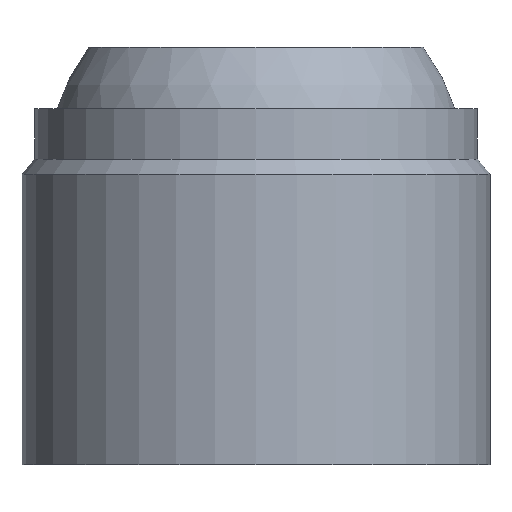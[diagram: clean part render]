
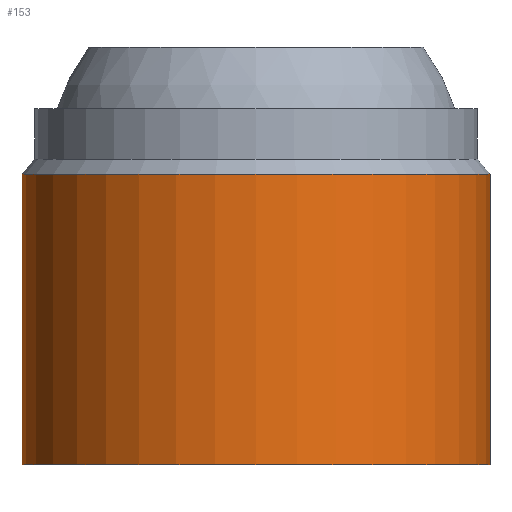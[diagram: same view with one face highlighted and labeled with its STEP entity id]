
A CAD part, front view. The second image highlights one B-rep face of the part: STEP entity #153.
In plain terms, the highlighted cylindrical face has radius 14 mm (diameter 28 mm), a partial arc.
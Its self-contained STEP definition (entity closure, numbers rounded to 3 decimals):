
#127=VERTEX_POINT('',#308);
#133=EDGE_CURVE('',#183,#127,#315,.T.);
#149=EDGE_CURVE('',#253,#127,#336,.T.);
#153=ADVANCED_FACE('',(#340),#341,.T.);
#169=EDGE_CURVE('',#199,#183,#360,.T.);
#183=VERTEX_POINT('',#374);
#199=VERTEX_POINT('',#391);
#235=EDGE_CURVE('',#253,#199,#432,.T.);
#253=VERTEX_POINT('',#453);
#308=CARTESIAN_POINT('',(14.0,0.,17.4));
#315=LINE('',#509,#510);
#336=CIRCLE('',#537,14.0);
#340=FACE_OUTER_BOUND('',#541,.T.);
#341=CYLINDRICAL_SURFACE('',#542,14.0);
#360=CIRCLE('',#565,14.0);
#374=CARTESIAN_POINT('',(14.0,0.,0.));
#391=CARTESIAN_POINT('',(-14.0,0.,0.));
#432=LINE('',#655,#656);
#453=CARTESIAN_POINT('',(-14.0,0.,17.4));
#509=CARTESIAN_POINT('',(14.0,0.,8.7));
#510=VECTOR('',#735,1.0);
#537=AXIS2_PLACEMENT_3D('',#770,#771,#772);
#541=EDGE_LOOP('',(#774,#775,#776,#777));
#542=AXIS2_PLACEMENT_3D('',#778,#779,#780);
#565=AXIS2_PLACEMENT_3D('',#814,#815,#816);
#655=CARTESIAN_POINT('',(-14.0,0.,8.7));
#656=VECTOR('',#901,1.0);
#735=DIRECTION('',(0.,0.,1.0));
#770=CARTESIAN_POINT('',(0.,0.,17.4));
#771=DIRECTION('',(0.,0.,1.0));
#772=DIRECTION('',(1.0,0.,0.));
#774=ORIENTED_EDGE('',*,*,#133,.T.);
#775=ORIENTED_EDGE('',*,*,#149,.F.);
#776=ORIENTED_EDGE('',*,*,#235,.T.);
#777=ORIENTED_EDGE('',*,*,#169,.T.);
#778=CARTESIAN_POINT('',(0.,0.,8.7));
#779=DIRECTION('',(0.,0.,-1.0));
#780=DIRECTION('',(1.0,0.,0.));
#814=CARTESIAN_POINT('',(0.,0.,0.));
#815=DIRECTION('',(0.,0.,1.0));
#816=DIRECTION('',(1.0,0.,0.));
#901=DIRECTION('',(0.,0.,-1.0));
